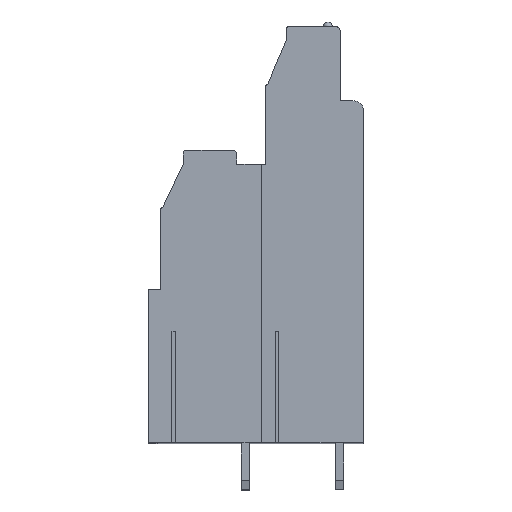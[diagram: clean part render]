
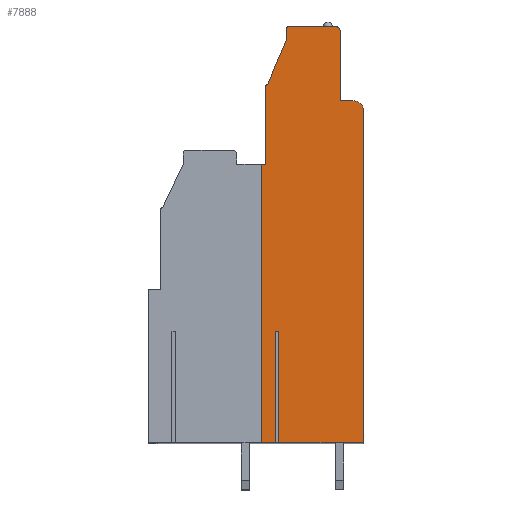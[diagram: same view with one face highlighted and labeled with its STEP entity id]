
A CAD part, top view. The second image highlights one B-rep face of the part: STEP entity #7888.
In plain terms, the highlighted planar face has unit normal (0, 0, 1).
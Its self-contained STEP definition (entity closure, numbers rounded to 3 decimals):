
#13=DIRECTION('',(1.,0.,0.));
#14=VECTOR('',#13,0.38);
#15=CARTESIAN_POINT('',(1.01,-18.05,38.1));
#16=LINE('',#15,#14);
#17=DIRECTION('',(0.,1.,0.));
#18=VECTOR('',#17,11.95);
#19=CARTESIAN_POINT('',(1.01,-30.,38.1));
#20=LINE('',#19,#18);
#21=DIRECTION('',(1.,0.,0.));
#22=VECTOR('',#21,1.51);
#23=CARTESIAN_POINT('',(-0.5,-30.,38.1));
#24=LINE('',#23,#22);
#25=DIRECTION('',(0.,1.,0.));
#26=VECTOR('',#25,30.);
#27=CARTESIAN_POINT('',(-0.5,-30.,38.1));
#28=LINE('',#27,#26);
#29=DIRECTION('',(-1.,0.,0.));
#30=VECTOR('',#29,0.5);
#31=CARTESIAN_POINT('',(0.,0.,38.1));
#32=LINE('',#31,#30);
#33=DIRECTION('',(0.,-1.,0.));
#34=VECTOR('',#33,8.4);
#35=CARTESIAN_POINT('',(0.,8.4,38.1));
#36=LINE('',#35,#34);
#37=CARTESIAN_POINT('',(0.2,8.4,38.1));
#38=DIRECTION('',(0.,0.,1.));
#39=DIRECTION('',(0.,1.,0.));
#40=AXIS2_PLACEMENT_3D('',#37,#38,#39);
#42=DIRECTION('',(-0.392,-0.92,0.));
#43=VECTOR('',#42,5.108);
#44=CARTESIAN_POINT('',(2.2,13.3,38.1));
#45=LINE('',#44,#43);
#46=DIRECTION('',(0.,-1.,0.));
#47=VECTOR('',#46,1.2);
#48=CARTESIAN_POINT('',(2.2,14.5,38.1));
#49=LINE('',#48,#47);
#50=CARTESIAN_POINT('',(2.5,14.5,38.1));
#51=DIRECTION('',(0.,0.,1.));
#52=DIRECTION('',(0.,1.,0.));
#53=AXIS2_PLACEMENT_3D('',#50,#51,#52);
#55=DIRECTION('',(-1.,0.,0.));
#56=VECTOR('',#55,5.);
#57=CARTESIAN_POINT('',(7.5,14.8,38.1));
#58=LINE('',#57,#56);
#59=CARTESIAN_POINT('',(7.5,14.3,38.1));
#60=DIRECTION('',(0.,0.,1.));
#61=DIRECTION('',(1.,0.,0.));
#62=AXIS2_PLACEMENT_3D('',#59,#60,#61);
#64=DIRECTION('',(0.,1.,0.));
#65=VECTOR('',#64,7.5);
#66=CARTESIAN_POINT('',(8.,6.8,38.1));
#67=LINE('',#66,#65);
#68=DIRECTION('',(-1.,0.,0.));
#69=VECTOR('',#68,1.5);
#70=CARTESIAN_POINT('',(9.5,6.8,38.1));
#71=LINE('',#70,#69);
#72=CARTESIAN_POINT('',(9.5,5.8,38.1));
#73=DIRECTION('',(0.,0.,1.));
#74=DIRECTION('',(1.,0.,0.));
#75=AXIS2_PLACEMENT_3D('',#72,#73,#74);
#77=DIRECTION('',(0.,1.,0.));
#78=VECTOR('',#77,35.8);
#79=CARTESIAN_POINT('',(10.5,-30.,38.1));
#80=LINE('',#79,#78);
#81=DIRECTION('',(1.,0.,0.));
#82=VECTOR('',#81,9.11);
#83=CARTESIAN_POINT('',(1.39,-30.,38.1));
#84=LINE('',#83,#82);
#85=DIRECTION('',(0.,1.,0.));
#86=VECTOR('',#85,11.95);
#87=CARTESIAN_POINT('',(1.39,-30.,38.1));
#88=LINE('',#87,#86);
#6043=CARTESIAN_POINT('',(10.5,-30.,38.1));
#6044=CARTESIAN_POINT('',(10.5,5.8,38.1));
#6045=VERTEX_POINT('',#6043);
#6046=VERTEX_POINT('',#6044);
#6047=CARTESIAN_POINT('',(9.5,6.8,38.1));
#6048=VERTEX_POINT('',#6047);
#6049=CARTESIAN_POINT('',(8.,6.8,38.1));
#6050=VERTEX_POINT('',#6049);
#6051=CARTESIAN_POINT('',(8.,14.3,38.1));
#6052=VERTEX_POINT('',#6051);
#6053=CARTESIAN_POINT('',(7.5,14.8,38.1));
#6054=VERTEX_POINT('',#6053);
#6055=CARTESIAN_POINT('',(2.5,14.8,38.1));
#6056=VERTEX_POINT('',#6055);
#6057=CARTESIAN_POINT('',(2.2,14.5,38.1));
#6058=VERTEX_POINT('',#6057);
#6059=CARTESIAN_POINT('',(2.2,13.3,38.1));
#6060=VERTEX_POINT('',#6059);
#6061=CARTESIAN_POINT('',(0.2,8.6,38.1));
#6062=VERTEX_POINT('',#6061);
#6063=CARTESIAN_POINT('',(0.,8.4,38.1));
#6064=VERTEX_POINT('',#6063);
#6065=CARTESIAN_POINT('',(0.,0.,38.1));
#6066=VERTEX_POINT('',#6065);
#6091=CARTESIAN_POINT('',(-0.5,-30.,38.1));
#6092=CARTESIAN_POINT('',(-0.5,0.,38.1));
#6093=VERTEX_POINT('',#6091);
#6094=VERTEX_POINT('',#6092);
#6175=CARTESIAN_POINT('',(1.01,-18.05,38.1));
#6176=CARTESIAN_POINT('',(1.39,-18.05,38.1));
#6177=VERTEX_POINT('',#6175);
#6178=VERTEX_POINT('',#6176);
#6179=CARTESIAN_POINT('',(1.01,-30.,38.1));
#6180=VERTEX_POINT('',#6179);
#6181=CARTESIAN_POINT('',(1.39,-30.,38.1));
#6182=VERTEX_POINT('',#6181);
#7845=CARTESIAN_POINT('',(0.,0.,38.1));
#7846=DIRECTION('',(0.,0.,1.));
#7847=DIRECTION('',(1.,0.,0.));
#7848=AXIS2_PLACEMENT_3D('',#7845,#7846,#7847);
#7849=PLANE('',#7848);
#7851=ORIENTED_EDGE('',*,*,#7850,.F.);
#7853=ORIENTED_EDGE('',*,*,#7852,.F.);
#7855=ORIENTED_EDGE('',*,*,#7854,.F.);
#7857=ORIENTED_EDGE('',*,*,#7856,.T.);
#7859=ORIENTED_EDGE('',*,*,#7858,.F.);
#7861=ORIENTED_EDGE('',*,*,#7860,.F.);
#7863=ORIENTED_EDGE('',*,*,#7862,.F.);
#7865=ORIENTED_EDGE('',*,*,#7864,.F.);
#7867=ORIENTED_EDGE('',*,*,#7866,.F.);
#7869=ORIENTED_EDGE('',*,*,#7868,.F.);
#7871=ORIENTED_EDGE('',*,*,#7870,.F.);
#7873=ORIENTED_EDGE('',*,*,#7872,.F.);
#7875=ORIENTED_EDGE('',*,*,#7874,.F.);
#7877=ORIENTED_EDGE('',*,*,#7876,.F.);
#7879=ORIENTED_EDGE('',*,*,#7878,.F.);
#7881=ORIENTED_EDGE('',*,*,#7880,.F.);
#7883=ORIENTED_EDGE('',*,*,#7882,.F.);
#7885=ORIENTED_EDGE('',*,*,#7884,.T.);
#7886=EDGE_LOOP('',(#7851,#7853,#7855,#7857,#7859,#7861,#7863,#7865,#7867,#7869,
#7871,#7873,#7875,#7877,#7879,#7881,#7883,#7885));
#7887=FACE_OUTER_BOUND('',#7886,.F.);
#41=CIRCLE('',#40,0.2);
#54=CIRCLE('',#53,0.3);
#63=CIRCLE('',#62,0.5);
#76=CIRCLE('',#75,1.);
#7850=EDGE_CURVE('',#6177,#6178,#16,.T.);
#7852=EDGE_CURVE('',#6180,#6177,#20,.T.);
#7854=EDGE_CURVE('',#6093,#6180,#24,.T.);
#7856=EDGE_CURVE('',#6093,#6094,#28,.T.);
#7858=EDGE_CURVE('',#6066,#6094,#32,.T.);
#7860=EDGE_CURVE('',#6064,#6066,#36,.T.);
#7862=EDGE_CURVE('',#6062,#6064,#41,.T.);
#7864=EDGE_CURVE('',#6060,#6062,#45,.T.);
#7866=EDGE_CURVE('',#6058,#6060,#49,.T.);
#7868=EDGE_CURVE('',#6056,#6058,#54,.T.);
#7870=EDGE_CURVE('',#6054,#6056,#58,.T.);
#7872=EDGE_CURVE('',#6052,#6054,#63,.T.);
#7874=EDGE_CURVE('',#6050,#6052,#67,.T.);
#7876=EDGE_CURVE('',#6048,#6050,#71,.T.);
#7878=EDGE_CURVE('',#6046,#6048,#76,.T.);
#7880=EDGE_CURVE('',#6045,#6046,#80,.T.);
#7882=EDGE_CURVE('',#6182,#6045,#84,.T.);
#7884=EDGE_CURVE('',#6182,#6178,#88,.T.);
#7888=ADVANCED_FACE('',(#7887),#7849,.T.);
